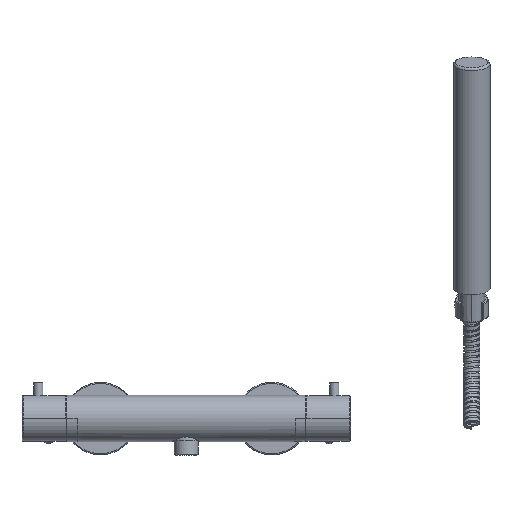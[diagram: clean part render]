
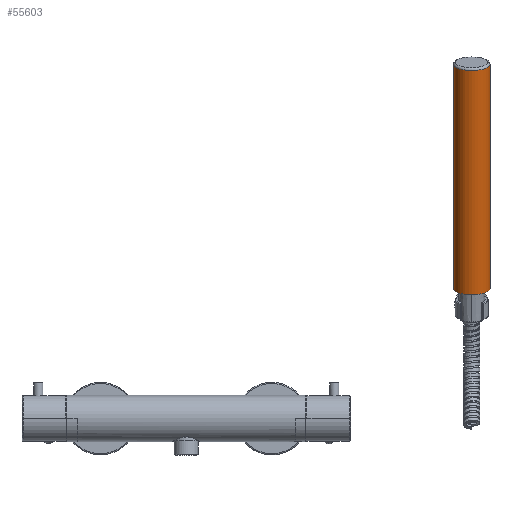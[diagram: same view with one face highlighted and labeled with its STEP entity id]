
A CAD part, top view. The second image highlights one B-rep face of the part: STEP entity #55603.
In plain terms, the highlighted cylindrical face has radius 16 mm (diameter 32 mm), a partial arc.
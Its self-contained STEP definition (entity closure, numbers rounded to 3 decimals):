
#44400=CARTESIAN_POINT('',(250.,113.508,24.641));
#44401=DIRECTION('',(0.,0.943,0.332));
#44402=DIRECTION('',(-1.,0.,0.));
#44403=AXIS2_PLACEMENT_3D('',#44400,#44401,#44402);
#44410=DIRECTION('',(0.,0.943,0.332));
#44411=VECTOR('',#44410,208.);
#44412=CARTESIAN_POINT('',(266.,113.508,24.641));
#44413=LINE('',#44412,#44411);
#44434=CARTESIAN_POINT('',(250.,309.715,93.683));
#44435=DIRECTION('',(0.,0.943,0.332));
#44436=DIRECTION('',(-1.,0.,0.));
#44437=AXIS2_PLACEMENT_3D('',#44434,#44435,#44436);
#44439=DIRECTION('',(0.,0.943,0.332));
#44440=VECTOR('',#44439,208.);
#44441=CARTESIAN_POINT('',(234.,113.508,24.641));
#44442=LINE('',#44441,#44440);
#45883=CARTESIAN_POINT('',(266.,113.508,24.641));
#45884=CARTESIAN_POINT('',(234.,113.508,24.641));
#45885=VERTEX_POINT('',#45883);
#45886=VERTEX_POINT('',#45884);
#45891=CARTESIAN_POINT('',(234.,309.715,93.683));
#45892=CARTESIAN_POINT('',(266.,309.715,93.683));
#45893=VERTEX_POINT('',#45891);
#45894=VERTEX_POINT('',#45892);
#55592=CARTESIAN_POINT('',(250.,113.508,24.641));
#55593=DIRECTION('',(0.,0.943,0.332));
#55594=DIRECTION('',(1.,0.,0.));
#55595=AXIS2_PLACEMENT_3D('',#55592,#55593,#55594);
#55596=CYLINDRICAL_SURFACE('',#55595,16.);
#55597=ORIENTED_EDGE('',*,*,#55579,.T.);
#55598=ORIENTED_EDGE('',*,*,#55520,.F.);
#55599=ORIENTED_EDGE('',*,*,#55493,.F.);
#55600=ORIENTED_EDGE('',*,*,#55517,.T.);
#55601=EDGE_LOOP('',(#55597,#55598,#55599,#55600));
#55602=FACE_OUTER_BOUND('',#55601,.F.);
#55603=ADVANCED_FACE('',(#55602),#55596,.T.);
#44404=CIRCLE('',#44403,16.);
#44438=CIRCLE('',#44437,16.);
#55493=EDGE_CURVE('',#45886,#45885,#44404,.T.);
#55517=EDGE_CURVE('',#45886,#45893,#44442,.T.);
#55520=EDGE_CURVE('',#45885,#45894,#44413,.T.);
#55579=EDGE_CURVE('',#45893,#45894,#44438,.T.);
